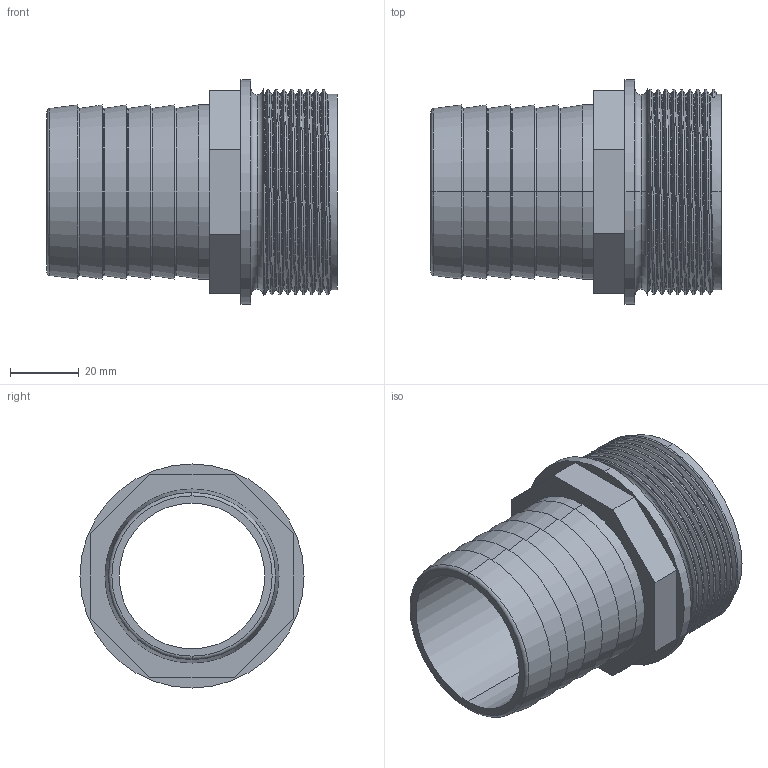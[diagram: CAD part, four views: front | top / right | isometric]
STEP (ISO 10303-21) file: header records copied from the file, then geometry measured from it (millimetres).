
FILE_DESCRIPTION (( 'STEP AP203' ), '1' );
FILE_NAME ('00130_1550.STEP', '2017-05-08T14:24:35', ( '' ), ( '' ), 'SwSTEP 2.0', 'SolidWorks 2011', '' );
FILE_SCHEMA (( 'CONFIG_CONTROL_DESIGN' ));
Length unit declared in the file: millimetre
Products named in the file (1): 00130_1550
Bounding box: 84.2 x 65 x 65 mm (x, y, z)
Volume: 60492.1 mm3; surface area: 32966.9 mm2
Topology: 1 solids, 1 shells, 104 faces, 241 edges, 149 vertices
Faces by surface type: torus 35, cylinder 27, plane 21, cone 16, bspline 5
Entity records: 7029 total; most frequent: CARTESIAN_POINT 4656, DIRECTION 503, ORIENTED_EDGE 480, EDGE_CURVE 240, AXIS2_PLACEMENT_3D 217, VERTEX_POINT 148, CIRCLE 117, EDGE_LOOP 116
